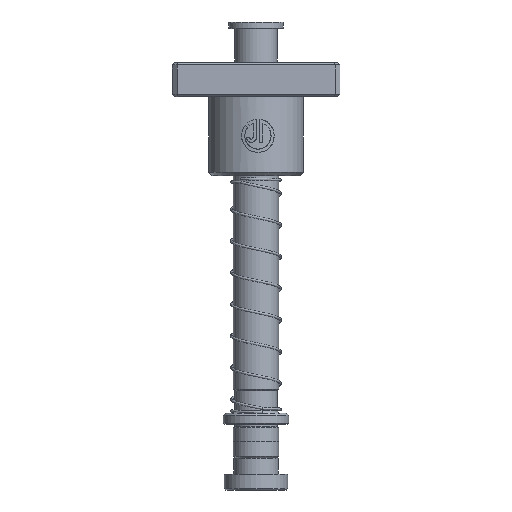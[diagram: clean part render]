
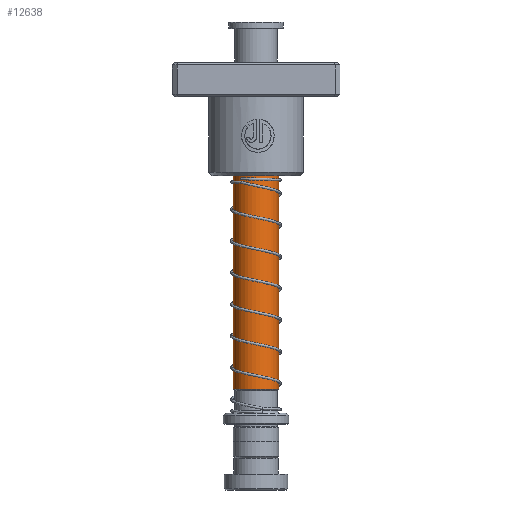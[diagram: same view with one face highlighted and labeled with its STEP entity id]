
A CAD part, front view. The second image highlights one B-rep face of the part: STEP entity #12638.
In plain terms, the highlighted cylindrical face has radius 10.009 mm (diameter 20.018 mm), a partial arc.
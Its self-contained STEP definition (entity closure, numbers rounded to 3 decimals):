
#1114 = CARTESIAN_POINT ( 'NONE',  ( -10.009, 0., 30.5 ) ) ;
#1763 = AXIS2_PLACEMENT_3D ( 'NONE', #24241, #21269, #4161 ) ;
#3350 = ORIENTED_EDGE ( 'NONE', *, *, #33301, .T. ) ;
#4161 = DIRECTION ( 'NONE',  ( 1., 0., 0. ) ) ;
#5416 = DIRECTION ( 'NONE',  ( 0., 0., -1. ) ) ;
#6215 = DIRECTION ( 'NONE',  ( 0., 0., -1. ) ) ;
#6222 = EDGE_CURVE ( 'NONE', #13706, #32174, #24636, .T. ) ;
#7110 = LINE ( 'NONE', #25779, #10232 ) ;
#7468 = EDGE_CURVE ( 'NONE', #13706, #30376, #7110, .T. ) ;
#10232 = VECTOR ( 'NONE', #6215, 1000. ) ;
#10527 = FACE_OUTER_BOUND ( 'NONE', #29839, .T. ) ;
#10732 = ORIENTED_EDGE ( 'NONE', *, *, #26480, .T. ) ;
#12030 = ORIENTED_EDGE ( 'NONE', *, *, #7468, .F. ) ;
#12638 = ADVANCED_FACE ( 'NONE', ( #10527 ), #24760, .T. ) ;
#12943 = CIRCLE ( 'NONE', #17069, 10.009 ) ;
#13706 = VERTEX_POINT ( 'NONE', #16148 ) ;
#13954 = DIRECTION ( 'NONE',  ( 0., 0., 1. ) ) ;
#14516 = LINE ( 'NONE', #23001, #26578 ) ;
#15014 = CARTESIAN_POINT ( 'NONE',  ( -10.009, 0., 173. ) ) ;
#16148 = CARTESIAN_POINT ( 'NONE',  ( 10.009, 0., 173. ) ) ;
#17069 = AXIS2_PLACEMENT_3D ( 'NONE', #30886, #13954, #28519 ) ;
#17707 = ORIENTED_EDGE ( 'NONE', *, *, #6222, .T. ) ;
#18841 = VERTEX_POINT ( 'NONE', #1114 ) ;
#19503 = CARTESIAN_POINT ( 'NONE',  ( 0., 0., 175. ) ) ;
#21269 = DIRECTION ( 'NONE',  ( 0., 0., -1. ) ) ;
#23001 = CARTESIAN_POINT ( 'NONE',  ( -10.009, 0., 175. ) ) ;
#24241 = CARTESIAN_POINT ( 'NONE',  ( 0., 0., 173. ) ) ;
#24636 = CIRCLE ( 'NONE', #1763, 10.009 ) ;
#24760 = CYLINDRICAL_SURFACE ( 'NONE', #26980, 10.009 ) ;
#25344 = DIRECTION ( 'NONE',  ( -1., 0., 0. ) ) ;
#25779 = CARTESIAN_POINT ( 'NONE',  ( 10.009, 0., 175. ) ) ;
#26480 = EDGE_CURVE ( 'NONE', #18841, #30376, #12943, .T. ) ;
#26578 = VECTOR ( 'NONE', #32096, 1000. ) ;
#26980 = AXIS2_PLACEMENT_3D ( 'NONE', #19503, #5416, #25344 ) ;
#28519 = DIRECTION ( 'NONE',  ( 1., 0., 0. ) ) ;
#29839 = EDGE_LOOP ( 'NONE', ( #12030, #17707, #3350, #10732 ) ) ;
#30376 = VERTEX_POINT ( 'NONE', #31674 ) ;
#30886 = CARTESIAN_POINT ( 'NONE',  ( 0., 0., 30.5 ) ) ;
#31674 = CARTESIAN_POINT ( 'NONE',  ( 10.009, 0., 30.5 ) ) ;
#32096 = DIRECTION ( 'NONE',  ( 0., 0., -1. ) ) ;
#32174 = VERTEX_POINT ( 'NONE', #15014 ) ;
#33301 = EDGE_CURVE ( 'NONE', #32174, #18841, #14516, .T. ) ;
